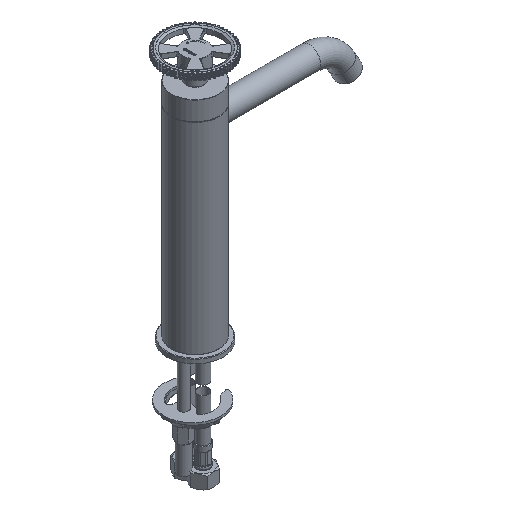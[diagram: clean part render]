
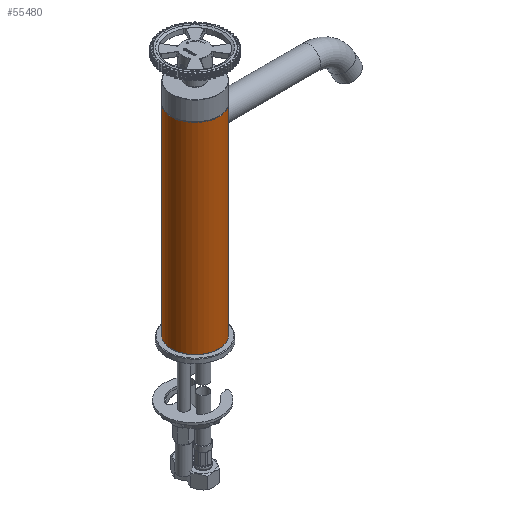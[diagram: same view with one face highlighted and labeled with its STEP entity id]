
A CAD part, isometric view. The second image highlights one B-rep face of the part: STEP entity #55480.
In plain terms, the highlighted cylindrical face has radius 21 mm (diameter 42 mm), a full revolution.
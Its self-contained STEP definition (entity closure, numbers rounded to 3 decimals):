
#5612=B_SPLINE_CURVE_WITH_KNOTS('',3,(#74059,#74060,#74061,#74062,#74063,
#74064,#74065,#74066,#74067,#74068,#74069,#74070,#74071,#74072,#74073,#74074,
#74075,#74076,#74077),.UNSPECIFIED.,.T.,.F.,(1,1,1,1,1,1,1,1,1,1,1,1,1,
1,1,1,1,1,1,1,1,1,1),(-0.007,-0.005,-0.002,
0.,0.002,0.005,0.007,
0.009,0.012,0.014,0.016,
0.019,0.021,0.024,0.026,
0.028,0.031,0.033,0.035,
0.038,0.04,0.042,0.045),
 .UNSPECIFIED.);
#7467=ORIENTED_EDGE('',*,*,#19745,.T.);
#7468=ORIENTED_EDGE('',*,*,#19746,.T.);
#7469=ORIENTED_EDGE('',*,*,#19747,.T.);
#19745=EDGE_CURVE('',#25883,#25883,#29748,.T.);
#19746=EDGE_CURVE('',#25884,#25884,#29749,.F.);
#19747=EDGE_CURVE('',#25885,#25885,#5612,.T.);
#25883=VERTEX_POINT('',#74056);
#25884=VERTEX_POINT('',#74058);
#25885=VERTEX_POINT('',#74078);
#29748=CIRCLE('',#58396,21.);
#29749=CIRCLE('',#58397,21.);
#32353=EDGE_LOOP('',(#7467));
#32354=EDGE_LOOP('',(#7468));
#32355=EDGE_LOOP('',(#7469));
#35562=FACE_BOUND('',#32353,.T.);
#35563=FACE_BOUND('',#32354,.T.);
#35564=FACE_BOUND('',#32355,.T.);
#38782=CYLINDRICAL_SURFACE('',#58395,21.);
#55480=ADVANCED_FACE('',(#35562,#35563,#35564),#38782,.T.);
#58395=AXIS2_PLACEMENT_3D('',#74054,#63060,#63061);
#58396=AXIS2_PLACEMENT_3D('',#74055,#63062,#63063);
#58397=AXIS2_PLACEMENT_3D('',#74057,#63064,#63065);
#63060=DIRECTION('',(0.,0.,-1.));
#63061=DIRECTION('',(-1.,0.,0.));
#63062=DIRECTION('',(0.,0.,-1.));
#63063=DIRECTION('',(-1.,0.,0.));
#63064=DIRECTION('',(0.,0.,-1.));
#63065=DIRECTION('',(-1.,0.,0.));
#74054=CARTESIAN_POINT('',(0.,0.,110.));
#74055=CARTESIAN_POINT('',(0.,0.,178.7));
#74056=CARTESIAN_POINT('',(-21.,0.,178.7));
#74057=CARTESIAN_POINT('',(0.,0.,0.3));
#74058=CARTESIAN_POINT('',(-21.,0.,0.3));
#74059=CARTESIAN_POINT('',(20.906,-2.374,168.68));
#74060=CARTESIAN_POINT('',(21.047,0.001,169.159));
#74061=CARTESIAN_POINT('',(20.906,2.369,168.682));
#74062=CARTESIAN_POINT('',(20.568,4.353,167.35));
#74063=CARTESIAN_POINT('',(20.223,5.682,165.368));
#74064=CARTESIAN_POINT('',(20.075,6.158,163.005));
#74065=CARTESIAN_POINT('',(20.223,5.685,160.636));
#74066=CARTESIAN_POINT('',(20.568,4.351,158.648));
#74067=CARTESIAN_POINT('',(20.906,2.367,157.317));
#74068=CARTESIAN_POINT('',(21.047,0.003,156.842));
#74069=CARTESIAN_POINT('',(20.907,-2.363,157.315));
#74070=CARTESIAN_POINT('',(20.569,-4.349,158.646));
#74071=CARTESIAN_POINT('',(20.223,-5.682,160.63));
#74072=CARTESIAN_POINT('',(20.075,-6.159,162.998));
#74073=CARTESIAN_POINT('',(20.223,-5.684,165.365));
#74074=CARTESIAN_POINT('',(20.568,-4.353,167.349));
#74075=CARTESIAN_POINT('',(20.906,-2.374,168.68));
#74076=CARTESIAN_POINT('',(21.047,0.001,169.159));
#74077=CARTESIAN_POINT('',(20.906,2.369,168.682));
#74078=CARTESIAN_POINT('',(21.,0.,169.));
